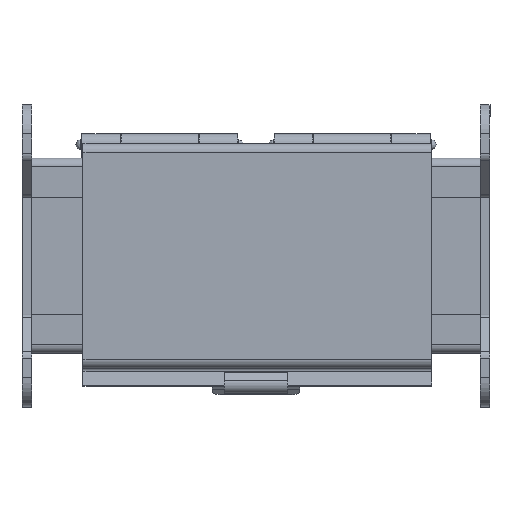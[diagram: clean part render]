
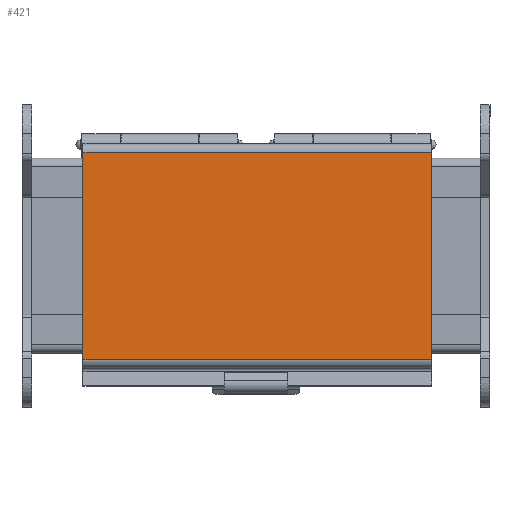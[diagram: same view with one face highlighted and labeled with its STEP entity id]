
A CAD part, top view. The second image highlights one B-rep face of the part: STEP entity #421.
In plain terms, the highlighted planar face has unit normal (0, 0, 1).
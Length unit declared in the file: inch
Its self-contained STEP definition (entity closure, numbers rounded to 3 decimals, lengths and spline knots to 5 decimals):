
#129 = CARTESIAN_POINT ( 'NONE',  ( 2.25, 1.3285, 2.672 ) ) ;
#236 = EDGE_LOOP ( 'NONE', ( #1038, #7669, #2175, #4745 ) ) ;
#261 = CARTESIAN_POINT ( 'NONE',  ( 2.25, -1.4385, 2.672 ) ) ;
#358 = DIRECTION ( 'NONE',  ( -1., 0., 0. ) ) ;
#421 = ADVANCED_FACE ( 'NONE', ( #2097 ), #4083, .T. ) ;
#1038 = ORIENTED_EDGE ( 'NONE', *, *, #1830, .T. ) ;
#1345 = VECTOR ( 'NONE', #3543, 39.37008 ) ;
#1830 = EDGE_CURVE ( 'NONE', #7131, #5516, #4034, .T. ) ;
#1949 = AXIS2_PLACEMENT_3D ( 'NONE', #3505, #4168, #4796 ) ;
#2097 = FACE_OUTER_BOUND ( 'NONE', #236, .T. ) ;
#2175 = ORIENTED_EDGE ( 'NONE', *, *, #2646, .T. ) ;
#2373 = DIRECTION ( 'NONE',  ( 0., 1., 0. ) ) ;
#2646 = EDGE_CURVE ( 'NONE', #8667, #6400, #3119, .T. ) ;
#3004 = CARTESIAN_POINT ( 'NONE',  ( 2.25, -1.3305, 2.672 ) ) ;
#3086 = CARTESIAN_POINT ( 'NONE',  ( -2.218, 1.3285, 2.672 ) ) ;
#3119 = LINE ( 'NONE', #261, #4790 ) ;
#3177 = CARTESIAN_POINT ( 'NONE',  ( -2.218, -1.3305, 2.672 ) ) ;
#3505 = CARTESIAN_POINT ( 'NONE',  ( -2.218, -1.4385, 2.672 ) ) ;
#3543 = DIRECTION ( 'NONE',  ( 0., -1., 0. ) ) ;
#3585 = EDGE_CURVE ( 'NONE', #5516, #8667, #8632, .T. ) ;
#3752 = LINE ( 'NONE', #3086, #6531 ) ;
#4034 = LINE ( 'NONE', #4875, #1345 ) ;
#4083 = PLANE ( 'NONE',  #1949 ) ;
#4168 = DIRECTION ( 'NONE',  ( 0., 0., 1. ) ) ;
#4745 = ORIENTED_EDGE ( 'NONE', *, *, #5489, .T. ) ;
#4790 = VECTOR ( 'NONE', #2373, 39.37008 ) ;
#4796 = DIRECTION ( 'NONE',  ( 1., 0., 0. ) ) ;
#4875 = CARTESIAN_POINT ( 'NONE',  ( -2.218, -1.4385, 2.672 ) ) ;
#5003 = CARTESIAN_POINT ( 'NONE',  ( -2.218, 1.3285, 2.672 ) ) ;
#5249 = VECTOR ( 'NONE', #7969, 39.37008 ) ;
#5265 = CARTESIAN_POINT ( 'NONE',  ( -2.218, -1.3305, 2.672 ) ) ;
#5489 = EDGE_CURVE ( 'NONE', #6400, #7131, #3752, .T. ) ;
#5516 = VERTEX_POINT ( 'NONE', #3177 ) ;
#6400 = VERTEX_POINT ( 'NONE', #129 ) ;
#6531 = VECTOR ( 'NONE', #358, 39.37008 ) ;
#7131 = VERTEX_POINT ( 'NONE', #5003 ) ;
#7669 = ORIENTED_EDGE ( 'NONE', *, *, #3585, .T. ) ;
#7969 = DIRECTION ( 'NONE',  ( 1., 0., 0. ) ) ;
#8632 = LINE ( 'NONE', #5265, #5249 ) ;
#8667 = VERTEX_POINT ( 'NONE', #3004 ) ;
